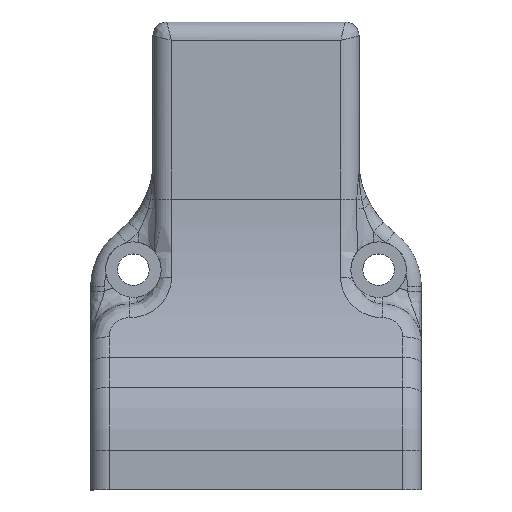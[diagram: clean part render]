
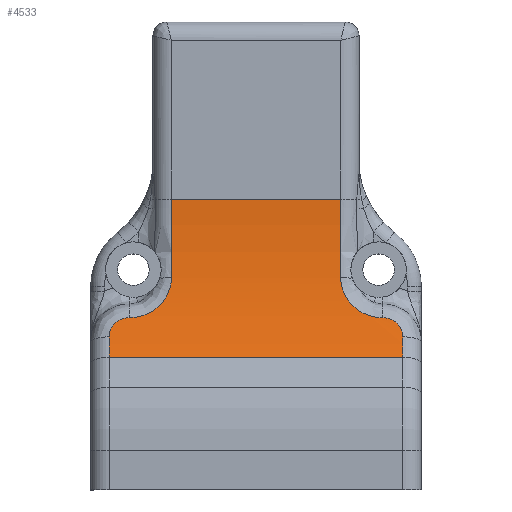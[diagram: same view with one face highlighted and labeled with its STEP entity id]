
A CAD part, top view. The second image highlights one B-rep face of the part: STEP entity #4533.
In plain terms, the highlighted cylindrical face has radius 50 mm (diameter 100 mm), a partial arc.
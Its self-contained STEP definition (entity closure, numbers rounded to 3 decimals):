
#133=B_SPLINE_CURVE_WITH_KNOTS('',3,(#8389,#8390,#8391,#8392,#8393,#8394),
 .UNSPECIFIED.,.F.,.F.,(4,1,1,4),(-0.346,-0.247,
-0.148,0.),.UNSPECIFIED.);
#134=B_SPLINE_CURVE_WITH_KNOTS('',3,(#8427,#8428,#8429,#8430,#8431),
 .UNSPECIFIED.,.F.,.F.,(4,1,4),(0.,0.41,0.717),
 .UNSPECIFIED.);
#136=B_SPLINE_CURVE_WITH_KNOTS('',3,(#8549,#8550,#8551,#8552,#8553,#8554),
 .UNSPECIFIED.,.F.,.F.,(4,1,1,4),(0.,0.148,0.247,
0.346),.UNSPECIFIED.);
#137=B_SPLINE_CURVE_WITH_KNOTS('',3,(#8590,#8591,#8592,#8593,#8594,#8595),
 .UNSPECIFIED.,.F.,.F.,(4,1,1,4),(-0.717,-0.512,
-0.307,0.),.UNSPECIFIED.);
#306=CIRCLE('',#4899,50.);
#340=CIRCLE('',#4949,50.);
#345=CIRCLE('',#4960,50.);
#351=CIRCLE('',#4973,50.);
#432=CYLINDRICAL_SURFACE('',#4980,50.);
#678=FACE_OUTER_BOUND('',#941,.T.);
#941=EDGE_LOOP('',(#4121,#4122,#4123,#4124,#4125,#4126,#4127,#4128,#4129,
#4130,#4131,#4132));
#1325=LINE('',#8399,#1716);
#1327=LINE('',#8558,#1718);
#1335=LINE('',#8624,#1726);
#1336=LINE('',#8625,#1727);
#1716=VECTOR('',#6142,10.);
#1718=VECTOR('',#6178,10.);
#1726=VECTOR('',#6222,10.);
#1727=VECTOR('',#6223,10.);
#2097=VERTEX_POINT('',#7515);
#2098=VERTEX_POINT('',#7517);
#2145=VERTEX_POINT('',#8386);
#2146=VERTEX_POINT('',#8388);
#2147=VERTEX_POINT('',#8397);
#2148=VERTEX_POINT('',#8425);
#2149=VERTEX_POINT('',#8433);
#2154=VERTEX_POINT('',#8507);
#2155=VERTEX_POINT('',#8511);
#2156=VERTEX_POINT('',#8548);
#2157=VERTEX_POINT('',#8557);
#2159=VERTEX_POINT('',#8610);
#2705=EDGE_CURVE('',#2097,#2098,#306,.T.);
#2787=EDGE_CURVE('',#2145,#2146,#133,.T.);
#2790=EDGE_CURVE('',#2147,#2145,#1325,.T.);
#2792=EDGE_CURVE('',#2148,#2147,#134,.T.);
#2794=EDGE_CURVE('',#2149,#2148,#340,.T.);
#2804=EDGE_CURVE('',#2154,#2155,#345,.T.);
#2806=EDGE_CURVE('',#2155,#2156,#136,.T.);
#2808=EDGE_CURVE('',#2156,#2157,#1327,.T.);
#2810=EDGE_CURVE('',#2157,#2097,#137,.T.);
#2819=EDGE_CURVE('',#2146,#2159,#351,.T.);
#2825=EDGE_CURVE('',#2154,#2159,#1335,.T.);
#2826=EDGE_CURVE('',#2149,#2098,#1336,.T.);
#4121=ORIENTED_EDGE('',*,*,#2705,.F.);
#4122=ORIENTED_EDGE('',*,*,#2810,.F.);
#4123=ORIENTED_EDGE('',*,*,#2808,.F.);
#4124=ORIENTED_EDGE('',*,*,#2806,.F.);
#4125=ORIENTED_EDGE('',*,*,#2804,.F.);
#4126=ORIENTED_EDGE('',*,*,#2825,.T.);
#4127=ORIENTED_EDGE('',*,*,#2819,.F.);
#4128=ORIENTED_EDGE('',*,*,#2787,.F.);
#4129=ORIENTED_EDGE('',*,*,#2790,.F.);
#4130=ORIENTED_EDGE('',*,*,#2792,.F.);
#4131=ORIENTED_EDGE('',*,*,#2794,.F.);
#4132=ORIENTED_EDGE('',*,*,#2826,.T.);
#4533=ADVANCED_FACE('',(#678),#432,.F.);
#4899=AXIS2_PLACEMENT_3D('',#7518,#6038,#6039);
#4949=AXIS2_PLACEMENT_3D('',#8435,#6149,#6150);
#4960=AXIS2_PLACEMENT_3D('',#8513,#6172,#6173);
#4973=AXIS2_PLACEMENT_3D('',#8612,#6204,#6205);
#4980=AXIS2_PLACEMENT_3D('',#8623,#6220,#6221);
#6038=DIRECTION('center_axis',(1.,0.,0.));
#6039=DIRECTION('ref_axis',(0.,-0.089,-0.996));
#6142=DIRECTION('',(1.,0.,0.));
#6149=DIRECTION('center_axis',(-1.,0.,0.));
#6150=DIRECTION('ref_axis',(0.,-0.089,-0.996));
#6172=DIRECTION('center_axis',(1.,0.,0.));
#6173=DIRECTION('ref_axis',(0.,-0.326,-0.945));
#6178=DIRECTION('',(1.,0.,0.));
#6204=DIRECTION('center_axis',(-1.,0.,0.));
#6205=DIRECTION('ref_axis',(0.,-0.326,-0.945));
#6220=DIRECTION('center_axis',(-1.,0.,0.));
#6221=DIRECTION('ref_axis',(0.,-0.174,-0.985));
#6222=DIRECTION('',(1.,0.,0.));
#6223=DIRECTION('',(-1.,0.,0.));
#7515=CARTESIAN_POINT('',(-9.14,-8.868,10.225));
#7517=CARTESIAN_POINT('',(-9.14,-0.385,9.5));
#7518=CARTESIAN_POINT('Origin',(-9.14,-0.385,59.5));
#8386=CARTESIAN_POINT('',(13.716,-13.207,11.172));
#8388=CARTESIAN_POINT('',(15.871,-15.279,11.77));
#8389=CARTESIAN_POINT('Ctrl Pts',(13.716,-13.207,11.172));
#8390=CARTESIAN_POINT('Ctrl Pts',(14.045,-13.207,11.172));
#8391=CARTESIAN_POINT('Ctrl Pts',(14.702,-13.356,11.211));
#8392=CARTESIAN_POINT('Ctrl Pts',(15.604,-14.066,11.405));
#8393=CARTESIAN_POINT('Ctrl Pts',(15.871,-14.826,11.628));
#8394=CARTESIAN_POINT('Ctrl Pts',(15.871,-15.279,11.77));
#8397=CARTESIAN_POINT('',(13.653,-13.207,11.172));
#8399=CARTESIAN_POINT('',(0.,-13.207,11.172));
#8425=CARTESIAN_POINT('',(9.14,-8.868,10.225));
#8427=CARTESIAN_POINT('Ctrl Pts',(9.14,-8.868,10.225));
#8428=CARTESIAN_POINT('Ctrl Pts',(9.14,-10.162,10.448));
#8429=CARTESIAN_POINT('Ctrl Pts',(10.25,-12.389,10.943));
#8430=CARTESIAN_POINT('Ctrl Pts',(12.629,-13.207,11.172));
#8431=CARTESIAN_POINT('Ctrl Pts',(13.653,-13.207,11.172));
#8433=CARTESIAN_POINT('',(9.14,-0.385,9.5));
#8435=CARTESIAN_POINT('Origin',(9.14,-0.385,59.5));
#8507=CARTESIAN_POINT('',(-15.871,-17.486,12.515));
#8511=CARTESIAN_POINT('',(-15.871,-15.279,11.77));
#8513=CARTESIAN_POINT('Origin',(-15.871,-0.385,59.5));
#8548=CARTESIAN_POINT('',(-13.716,-13.207,11.172));
#8549=CARTESIAN_POINT('Ctrl Pts',(-15.871,-15.279,11.77));
#8550=CARTESIAN_POINT('Ctrl Pts',(-15.871,-14.826,11.628));
#8551=CARTESIAN_POINT('Ctrl Pts',(-15.604,-14.066,11.405));
#8552=CARTESIAN_POINT('Ctrl Pts',(-14.702,-13.356,11.211));
#8553=CARTESIAN_POINT('Ctrl Pts',(-14.045,-13.207,11.172));
#8554=CARTESIAN_POINT('Ctrl Pts',(-13.716,-13.207,11.172));
#8557=CARTESIAN_POINT('',(-13.653,-13.207,11.172));
#8558=CARTESIAN_POINT('',(0.,-13.207,11.172));
#8590=CARTESIAN_POINT('Ctrl Pts',(-13.653,-13.207,11.172));
#8591=CARTESIAN_POINT('Ctrl Pts',(-12.97,-13.207,11.172));
#8592=CARTESIAN_POINT('Ctrl Pts',(-11.608,-12.902,11.09));
#8593=CARTESIAN_POINT('Ctrl Pts',(-9.722,-11.44,10.724));
#8594=CARTESIAN_POINT('Ctrl Pts',(-9.14,-9.838,10.392));
#8595=CARTESIAN_POINT('Ctrl Pts',(-9.14,-8.868,10.225));
#8610=CARTESIAN_POINT('',(15.871,-17.486,12.515));
#8612=CARTESIAN_POINT('Origin',(15.871,-0.385,59.5));
#8623=CARTESIAN_POINT('Origin',(0.,-0.385,59.5));
#8624=CARTESIAN_POINT('',(0.,-17.486,12.515));
#8625=CARTESIAN_POINT('',(0.,-0.385,9.5));
